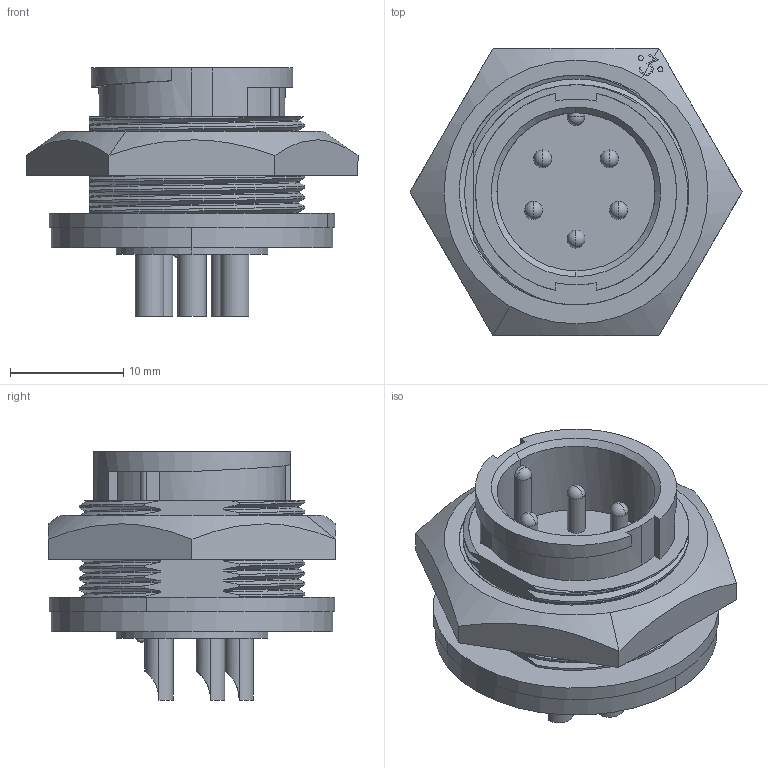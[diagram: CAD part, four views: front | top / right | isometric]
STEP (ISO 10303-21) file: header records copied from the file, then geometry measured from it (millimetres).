
FILE_DESCRIPTION (( 'STEP AP203' ), '1' );
FILE_NAME ('4382-5PG-300.STEP', '2016-04-19T18:24:56', ( '' ), ( '' ), 'SwSTEP 2.0', 'SolidWorks 2014', '' );
FILE_SCHEMA (( 'CONFIG_CONTROL_DESIGN' ));
Length unit declared in the file: inch
Products named in the file (1): 4382-5PG-300
Bounding box: 29.33 x 25.4 x 21.92 mm (x, y, z)
Volume: 4942.2 mm3; surface area: 4131.7 mm2
Topology: 2 solids, 2 shells, 358 faces, 981 edges, 643 vertices
Faces by surface type: plane 151, cylinder 93, bspline 88, cone 14, sphere 12
Entity records: 21196 total; most frequent: CARTESIAN_POINT 13122, ORIENTED_EDGE 1934, DIRECTION 1247, EDGE_CURVE 967, VERTEX_POINT 641, VECTOR 489, LINE 489, EDGE_LOOP 388
